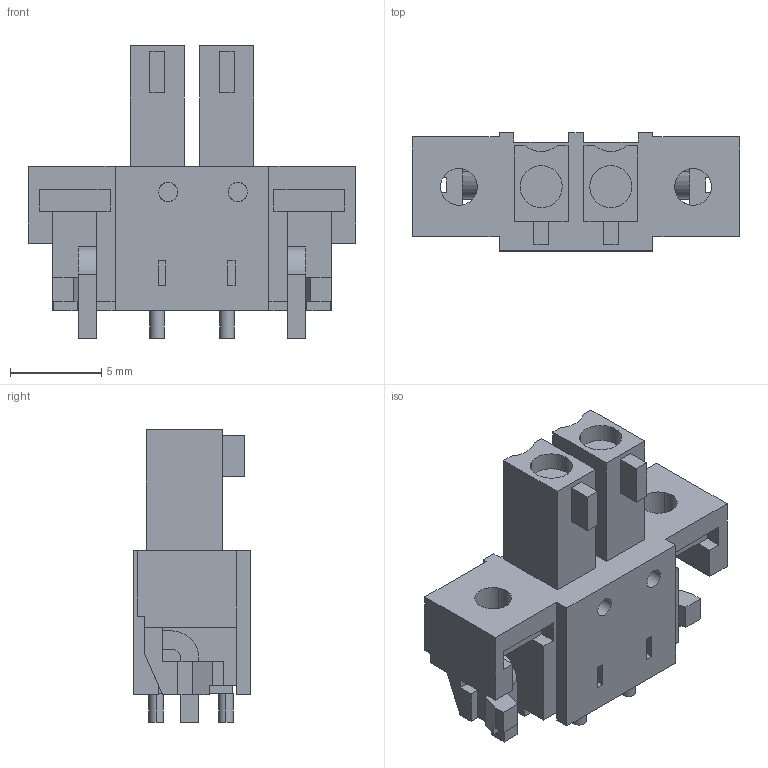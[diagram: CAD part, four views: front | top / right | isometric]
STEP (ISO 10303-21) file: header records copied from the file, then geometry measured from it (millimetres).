
FILE_DESCRIPTION(('CATIA V5 STEP Exchange','CAx-IF Rec.Pracs.--- Model Styling and Organization---1.4--- 2014-01-23'),'2;1');
FILE_NAME ('D1447095_1_1029260000_1029260000.stp','2023-04-28T10:32:11+00:00',('none'),('Weidmueller'),'CATIA Version 5-6 Release 2016 SP3 HF44','CATIA V5 STEP AP214','none');
FILE_SCHEMA(('AUTOMOTIVE_DESIGN { 1 0 10303 214 1 1 1 1 }'));
Length unit declared in the file: millimetre
Products named in the file (1): 1029260000
Bounding box: 17.92 x 6.45 x 16 mm (x, y, z)
Volume: 756.6 mm3; surface area: 1032.3 mm2
Topology: 7 solids, 7 shells, 238 faces, 620 edges, 404 vertices
Faces by surface type: plane 212, cylinder 26
Entity records: 7138 total; most frequent: CARTESIAN_POINT 1327, ORIENTED_EDGE 1240, DIRECTION 981, EDGE_CURVE 620, VECTOR 560, LINE 560, VERTEX_POINT 404, EDGE_LOOP 254
